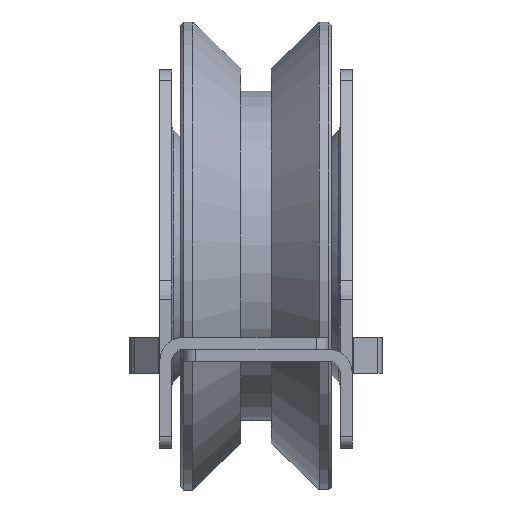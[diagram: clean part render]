
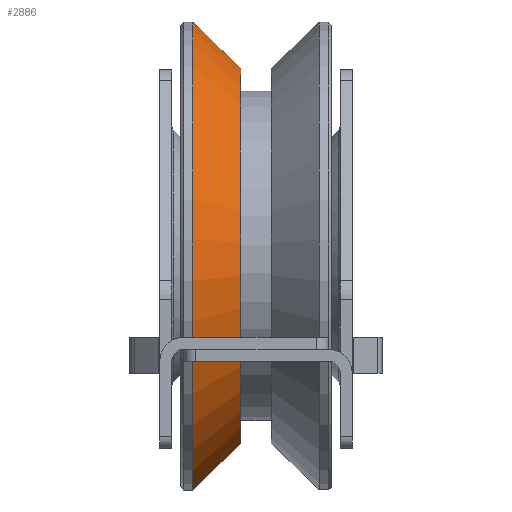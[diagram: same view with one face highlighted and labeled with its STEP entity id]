
A CAD part, left-side view. The second image highlights one B-rep face of the part: STEP entity #2886.
In plain terms, the highlighted conical face has half-angle 44 degrees and reference radius 35.137 mm.
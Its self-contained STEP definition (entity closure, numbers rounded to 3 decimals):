
#332=FACE_OUTER_BOUND('',#481,.T.);
#481=EDGE_LOOP('',(#2054,#2055,#2056,#2057,#2058,#2059,#2060));
#659=LINE('',#4547,#859);
#859=VECTOR('',#3596,35.137);
#1067=CIRCLE('',#3177,31.274);
#1068=CIRCLE('',#3178,31.274);
#1071=CIRCLE('',#3182,39.);
#1072=CIRCLE('',#3183,39.);
#1073=CIRCLE('',#3184,39.);
#1291=VERTEX_POINT('',#4533);
#1292=VERTEX_POINT('',#4534);
#1295=VERTEX_POINT('',#4542);
#1296=VERTEX_POINT('',#4543);
#1297=VERTEX_POINT('',#4545);
#1613=EDGE_CURVE('',#1291,#1292,#1067,.T.);
#1614=EDGE_CURVE('',#1292,#1291,#1068,.T.);
#1617=EDGE_CURVE('',#1295,#1296,#1071,.T.);
#1618=EDGE_CURVE('',#1297,#1295,#1072,.T.);
#1619=EDGE_CURVE('',#1297,#1292,#659,.T.);
#1620=EDGE_CURVE('',#1296,#1297,#1073,.T.);
#2054=ORIENTED_EDGE('',*,*,#1617,.F.);
#2055=ORIENTED_EDGE('',*,*,#1618,.F.);
#2056=ORIENTED_EDGE('',*,*,#1619,.T.);
#2057=ORIENTED_EDGE('',*,*,#1613,.F.);
#2058=ORIENTED_EDGE('',*,*,#1614,.F.);
#2059=ORIENTED_EDGE('',*,*,#1619,.F.);
#2060=ORIENTED_EDGE('',*,*,#1620,.F.);
#2872=CONICAL_SURFACE('',#3181,35.137,0.768);
#2886=ADVANCED_FACE('',(#332),#2872,.T.);
#3177=AXIS2_PLACEMENT_3D('',#4535,#3582,#3583);
#3178=AXIS2_PLACEMENT_3D('',#4536,#3584,#3585);
#3181=AXIS2_PLACEMENT_3D('',#4541,#3590,#3591);
#3182=AXIS2_PLACEMENT_3D('',#4544,#3592,#3593);
#3183=AXIS2_PLACEMENT_3D('',#4546,#3594,#3595);
#3184=AXIS2_PLACEMENT_3D('',#4548,#3597,#3598);
#3582=DIRECTION('center_axis',(0.,0.,1.));
#3583=DIRECTION('ref_axis',(0.,1.,0.));
#3584=DIRECTION('center_axis',(0.,0.,1.));
#3585=DIRECTION('ref_axis',(0.,1.,0.));
#3590=DIRECTION('center_axis',(0.,0.,-1.));
#3591=DIRECTION('ref_axis',(0.,1.,0.));
#3592=DIRECTION('center_axis',(0.,0.,-1.));
#3593=DIRECTION('ref_axis',(-1.,0.,0.));
#3594=DIRECTION('center_axis',(0.,0.,-1.));
#3595=DIRECTION('ref_axis',(-1.,0.,0.));
#3596=DIRECTION('',(0.,0.695,0.719));
#3597=DIRECTION('center_axis',(0.,0.,-1.));
#3598=DIRECTION('ref_axis',(-1.,0.,0.));
#4533=CARTESIAN_POINT('',(0.,31.274,-2.5));
#4534=CARTESIAN_POINT('',(0.,-31.274,-2.5));
#4535=CARTESIAN_POINT('Origin',(0.,0.,-2.5));
#4536=CARTESIAN_POINT('Origin',(0.,0.,-2.5));
#4541=CARTESIAN_POINT('Origin',(0.,0.,-6.5));
#4542=CARTESIAN_POINT('',(0.,39.,-10.5));
#4543=CARTESIAN_POINT('',(39.,0.,-10.5));
#4544=CARTESIAN_POINT('Origin',(0.,0.,-10.5));
#4545=CARTESIAN_POINT('',(0.,-39.,-10.5));
#4546=CARTESIAN_POINT('Origin',(0.,0.,-10.5));
#4547=CARTESIAN_POINT('',(0.,-35.137,-6.5));
#4548=CARTESIAN_POINT('Origin',(0.,0.,-10.5));
